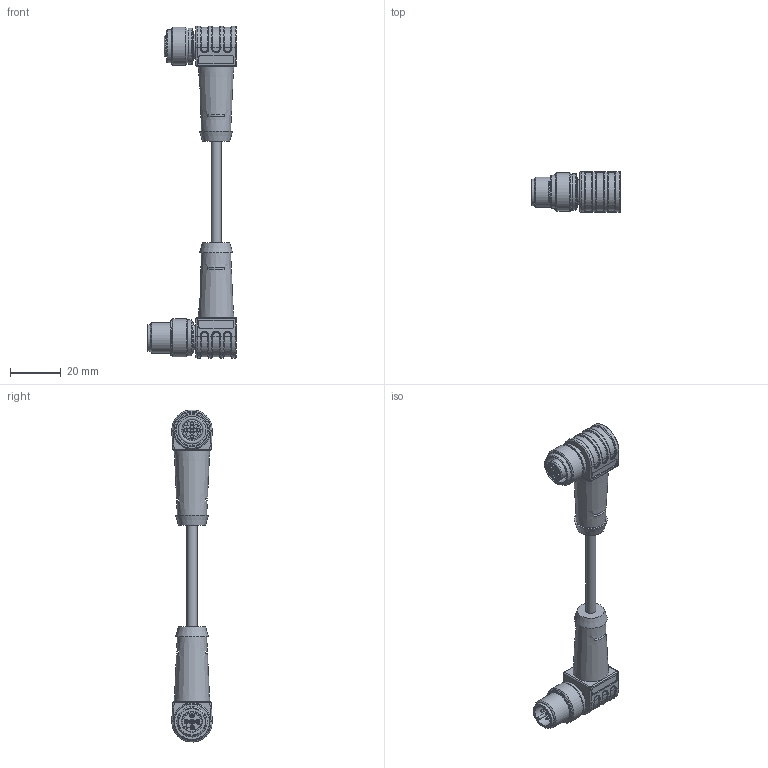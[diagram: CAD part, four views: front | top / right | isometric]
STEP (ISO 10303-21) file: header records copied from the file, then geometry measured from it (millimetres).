
FILE_DESCRIPTION(/* description */ (''),/* implementation_level */ '2;1');
FILE_NAME(/* name */ 'HT-WWAK4_5-HT-WWAS4_5.stp',/* time_stamp */ '2016-05-20T13:57:15+02:00',/* author */ (''),/* organization */ (''),/* preprocessor_version */ 'ST-DEVELOPER v16',/* originating_system */ 'SIEMENS PLM Software NX 10.0',/* authorisation */ '');
FILE_SCHEMA (('AUTOMOTIVE_DESIGN { 1 0 10303 214 3 1 1 1 }'));
Length unit declared in the file: millimetre
Products named in the file (1): HT-WWAK4_5-HT-WWAS4_5
Bounding box: 35 x 15.97 x 130.94 mm (x, y, z)
Volume: 18327 mm3; surface area: 8370.5 mm2
Topology: 1 solids, 1 shells, 411 faces, 952 edges, 582 vertices
Faces by surface type: cylinder 187, plane 133, torus 41, bspline 24, cone 18, sphere 8
Full cylindrical faces by diameter (mm): 1 x10, 1.15 x5, 1.5 x5, 1.95 x1, 4 x1, 8.138 x1, 8.375 x1, 9.6 x2, 10.45 x1, 10.92 x1, 12 x2, 12.3 x1, 12.5 x1, 13 x2, 14.2 x1, 14.25 x2, 15 x2
Entity records: 11910 total; most frequent: CARTESIAN_POINT 2838, DIRECTION 2032, ORIENTED_EDGE 1700, EDGE_CURVE 850, AXIS2_PLACEMENT_3D 832, VERTEX_POINT 558, EDGE_LOOP 528, CIRCLE 420
